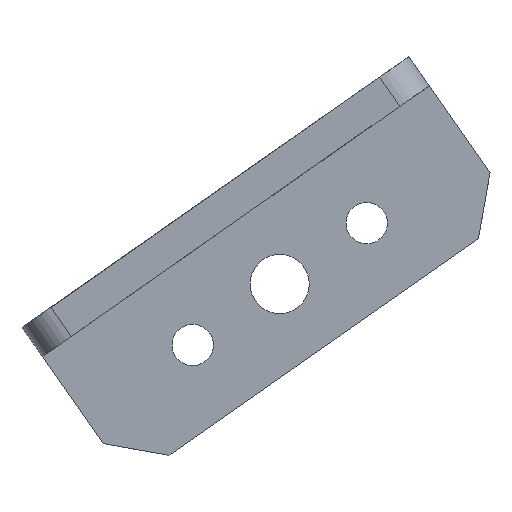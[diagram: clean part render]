
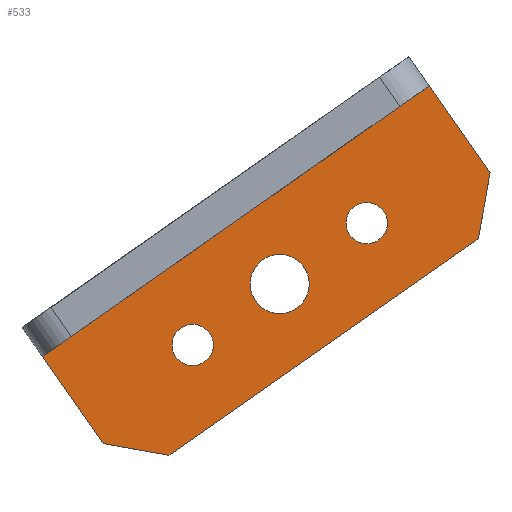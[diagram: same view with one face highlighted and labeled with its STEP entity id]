
A CAD part, left-side view. The second image highlights one B-rep face of the part: STEP entity #533.
In plain terms, the highlighted planar face has unit normal (-1, 0, 0).
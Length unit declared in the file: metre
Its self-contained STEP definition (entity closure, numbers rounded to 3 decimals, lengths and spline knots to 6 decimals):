
#29=LINE('',#796,#73);
#30=LINE('',#799,#74);
#31=LINE('',#801,#75);
#32=LINE('',#803,#76);
#33=LINE('',#805,#77);
#34=LINE('',#807,#78);
#35=LINE('',#809,#79);
#36=LINE('',#811,#80);
#37=LINE('',#813,#81);
#38=LINE('',#815,#82);
#73=VECTOR('',#638,1.);
#74=VECTOR('',#639,1.);
#75=VECTOR('',#640,1.);
#76=VECTOR('',#641,1.);
#77=VECTOR('',#642,1.);
#78=VECTOR('',#643,1.);
#79=VECTOR('',#644,1.);
#80=VECTOR('',#645,1.);
#81=VECTOR('',#646,1.);
#82=VECTOR('',#647,1.);
#117=ORIENTED_EDGE('',*,*,#265,.F.);
#118=ORIENTED_EDGE('',*,*,#266,.F.);
#119=ORIENTED_EDGE('',*,*,#267,.F.);
#120=ORIENTED_EDGE('',*,*,#268,.T.);
#121=ORIENTED_EDGE('',*,*,#269,.F.);
#122=ORIENTED_EDGE('',*,*,#270,.T.);
#123=ORIENTED_EDGE('',*,*,#271,.T.);
#124=ORIENTED_EDGE('',*,*,#272,.F.);
#125=ORIENTED_EDGE('',*,*,#273,.T.);
#126=ORIENTED_EDGE('',*,*,#274,.T.);
#127=ORIENTED_EDGE('',*,*,#275,.F.);
#128=ORIENTED_EDGE('',*,*,#276,.F.);
#129=ORIENTED_EDGE('',*,*,#277,.T.);
#265=EDGE_CURVE('',#339,#339,#393,.T.);
#266=EDGE_CURVE('',#340,#340,#394,.T.);
#267=EDGE_CURVE('',#341,#342,#29,.T.);
#268=EDGE_CURVE('',#341,#343,#30,.T.);
#269=EDGE_CURVE('',#344,#343,#31,.T.);
#270=EDGE_CURVE('',#344,#345,#32,.F.);
#271=EDGE_CURVE('',#345,#346,#33,.T.);
#272=EDGE_CURVE('',#347,#346,#34,.T.);
#273=EDGE_CURVE('',#347,#348,#35,.T.);
#274=EDGE_CURVE('',#348,#349,#36,.T.);
#275=EDGE_CURVE('',#350,#349,#37,.T.);
#276=EDGE_CURVE('',#342,#350,#38,.T.);
#277=EDGE_CURVE('',#351,#351,#395,.T.);
#339=VERTEX_POINT('',#793);
#340=VERTEX_POINT('',#795);
#341=VERTEX_POINT('',#797);
#342=VERTEX_POINT('',#798);
#343=VERTEX_POINT('',#800);
#344=VERTEX_POINT('',#802);
#345=VERTEX_POINT('',#804);
#346=VERTEX_POINT('',#806);
#347=VERTEX_POINT('',#808);
#348=VERTEX_POINT('',#810);
#349=VERTEX_POINT('',#812);
#350=VERTEX_POINT('',#814);
#351=VERTEX_POINT('',#817);
#393=CIRCLE('',#574,0.0025);
#394=CIRCLE('',#575,0.00175);
#395=CIRCLE('',#576,0.00175);
#419=EDGE_LOOP('',(#117));
#420=EDGE_LOOP('',(#118));
#421=EDGE_LOOP('',(#119,#120,#121,#122,#123,#124,#125,#126,#127,#128));
#422=EDGE_LOOP('',(#129));
#469=FACE_BOUND('',#419,.T.);
#470=FACE_BOUND('',#420,.T.);
#471=FACE_BOUND('',#421,.T.);
#472=FACE_BOUND('',#422,.T.);
#519=PLANE('',#573);
#533=ADVANCED_FACE('',(#469,#470,#471,#472),#519,.F.);
#573=AXIS2_PLACEMENT_3D('',#791,#632,#633);
#574=AXIS2_PLACEMENT_3D('',#792,#634,#635);
#575=AXIS2_PLACEMENT_3D('',#794,#636,#637);
#576=AXIS2_PLACEMENT_3D('',#816,#648,#649);
#632=DIRECTION('',(1.,0.,0.));
#633=DIRECTION('',(0.,0.,-1.));
#634=DIRECTION('',(-1.,0.,0.));
#635=DIRECTION('',(0.,0.,1.));
#636=DIRECTION('',(-1.,0.,0.));
#637=DIRECTION('',(0.,0.,1.));
#638=DIRECTION('',(0.,0.574,0.819));
#639=DIRECTION('',(0.,-0.985,-0.174));
#640=DIRECTION('',(0.,0.819,-0.574));
#641=DIRECTION('',(0.,0.174,-0.985));
#642=DIRECTION('',(0.,0.574,0.819));
#643=DIRECTION('',(0.,-0.819,0.574));
#644=DIRECTION('',(0.,0.574,0.819));
#645=DIRECTION('',(0.,0.819,-0.574));
#646=DIRECTION('',(0.,0.574,0.819));
#647=DIRECTION('',(0.,-0.819,0.574));
#648=DIRECTION('',(1.,0.,0.));
#649=DIRECTION('',(0.,0.,1.));
#791=CARTESIAN_POINT('',(0.097792,0.001146,0.017024));
#792=CARTESIAN_POINT('',(0.097792,-0.002583,0.0117));
#793=CARTESIAN_POINT('',(0.097792,-0.002583,0.0142));
#794=CARTESIAN_POINT('',(0.097792,-0.009955,0.016862));
#795=CARTESIAN_POINT('',(0.097792,-0.009955,0.018612));
#796=CARTESIAN_POINT('',(0.097792,0.010072,-0.005096));
#797=CARTESIAN_POINT('',(0.097792,0.012367,-0.00182));
#798=CARTESIAN_POINT('',(0.097792,0.017529,0.005553));
#799=CARTESIAN_POINT('',(0.097792,0.006796,-0.002802));
#800=CARTESIAN_POINT('',(0.097792,0.006796,-0.002802));
#801=CARTESIAN_POINT('',(0.097792,-0.006311,0.006375));
#802=CARTESIAN_POINT('',(0.097792,-0.019417,0.015553));
#803=CARTESIAN_POINT('',(0.097792,-0.0204,0.021123));
#804=CARTESIAN_POINT('',(0.097792,-0.0204,0.021123));
#805=CARTESIAN_POINT('',(0.097792,-0.022694,0.017847));
#806=CARTESIAN_POINT('',(0.097792,-0.015237,0.028496));
#807=CARTESIAN_POINT('',(0.097792,0.001146,0.017024));
#808=CARTESIAN_POINT('',(0.097792,-0.01188,0.026145));
#809=CARTESIAN_POINT('',(0.097792,-0.01188,0.026145));
#810=CARTESIAN_POINT('',(0.097792,-0.010159,0.028602));
#811=CARTESIAN_POINT('',(0.097792,0.002866,0.019482));
#812=CARTESIAN_POINT('',(0.097792,0.015892,0.010361));
#813=CARTESIAN_POINT('',(0.097792,0.014171,0.007904));
#814=CARTESIAN_POINT('',(0.097792,0.014171,0.007904));
#815=CARTESIAN_POINT('',(0.097792,0.001146,0.017024));
#816=CARTESIAN_POINT('',(0.097792,0.00479,0.006538));
#817=CARTESIAN_POINT('',(0.097792,0.00479,0.008288));
